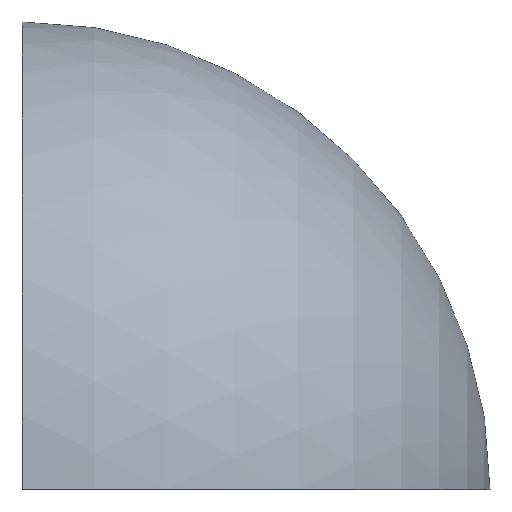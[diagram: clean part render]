
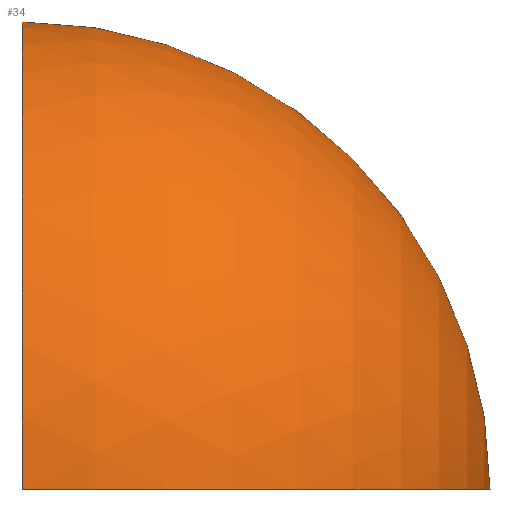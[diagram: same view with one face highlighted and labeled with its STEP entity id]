
A CAD part, top view. The second image highlights one B-rep face of the part: STEP entity #34.
In plain terms, the highlighted spherical face has radius 20.244 mm.
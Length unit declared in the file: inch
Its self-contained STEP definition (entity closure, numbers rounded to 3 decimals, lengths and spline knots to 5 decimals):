
#3 = CARTESIAN_POINT ( 'NONE',  ( 0., -0.797, 0. ) ) ;
#27 = AXIS2_PLACEMENT_3D ( 'NONE', #120, #118, #115 ) ;
#34 = ADVANCED_FACE ( 'NONE', ( #39 ), #55, .T. ) ;
#39 = FACE_OUTER_BOUND ( 'NONE', #56, .T. ) ;
#49 = CIRCLE ( 'NONE', #27, 0.797 ) ;
#50 = CARTESIAN_POINT ( 'NONE',  ( 0., 0., 0. ) ) ;
#55 = SPHERICAL_SURFACE ( 'NONE', #82, 0.797 ) ;
#56 = EDGE_LOOP ( 'NONE', ( #172, #150, #87 ) ) ;
#69 = CARTESIAN_POINT ( 'NONE',  ( 0., -0.797, 0.797 ) ) ;
#72 = CIRCLE ( 'NONE', #201, 0.797 ) ;
#74 = CARTESIAN_POINT ( 'NONE',  ( 0.797, -0.797, 0. ) ) ;
#79 = AXIS2_PLACEMENT_3D ( 'NONE', #112, #127, #148 ) ;
#82 = AXIS2_PLACEMENT_3D ( 'NONE', #3, #160, #206 ) ;
#87 = ORIENTED_EDGE ( 'NONE', *, *, #111, .F. ) ;
#94 = VERTEX_POINT ( 'NONE', #50 ) ;
#97 = EDGE_CURVE ( 'NONE', #183, #94, #72, .T. ) ;
#110 = CIRCLE ( 'NONE', #79, 0.797 ) ;
#111 = EDGE_CURVE ( 'NONE', #199, #94, #49, .T. ) ;
#112 = CARTESIAN_POINT ( 'NONE',  ( 0., -0.797, 0. ) ) ;
#115 = DIRECTION ( 'NONE',  ( 0., 0., -1. ) ) ;
#118 = DIRECTION ( 'NONE',  ( -1., 0., 0. ) ) ;
#120 = CARTESIAN_POINT ( 'NONE',  ( 0., -0.797, 0. ) ) ;
#122 = EDGE_CURVE ( 'NONE', #199, #183, #110, .T. ) ;
#127 = DIRECTION ( 'NONE',  ( 0., 1., 0. ) ) ;
#148 = DIRECTION ( 'NONE',  ( 0., 0., 1. ) ) ;
#150 = ORIENTED_EDGE ( 'NONE', *, *, #97, .T. ) ;
#160 = DIRECTION ( 'NONE',  ( 1., 0., 0. ) ) ;
#172 = ORIENTED_EDGE ( 'NONE', *, *, #122, .T. ) ;
#179 = DIRECTION ( 'NONE',  ( -1., 0., 0. ) ) ;
#183 = VERTEX_POINT ( 'NONE', #74 ) ;
#189 = DIRECTION ( 'NONE',  ( 0., 0., 1. ) ) ;
#194 = CARTESIAN_POINT ( 'NONE',  ( 0., -0.797, 0. ) ) ;
#199 = VERTEX_POINT ( 'NONE', #69 ) ;
#201 = AXIS2_PLACEMENT_3D ( 'NONE', #194, #189, #179 ) ;
#206 = DIRECTION ( 'NONE',  ( 0., 0., 1. ) ) ;
